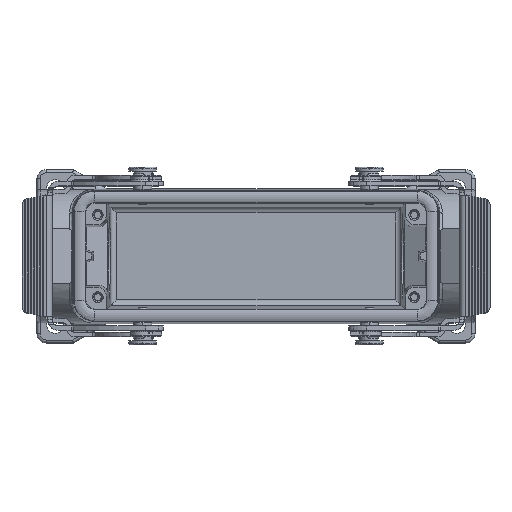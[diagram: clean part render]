
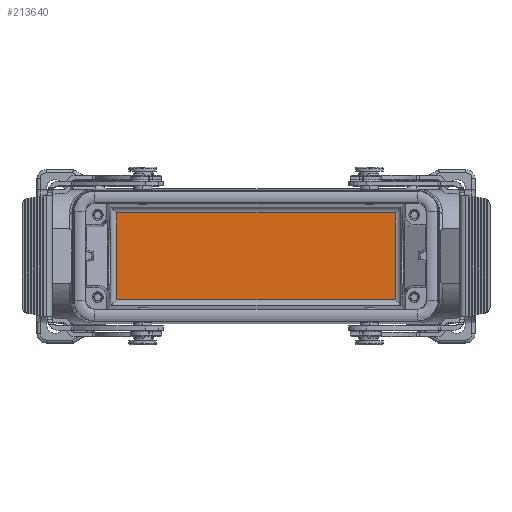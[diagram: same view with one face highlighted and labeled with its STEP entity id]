
A CAD part, top view. The second image highlights one B-rep face of the part: STEP entity #213640.
In plain terms, the highlighted planar face has unit normal (0, 0, 1).
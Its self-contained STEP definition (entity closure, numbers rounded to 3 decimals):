
#6050=CARTESIAN_POINT('',(14.535,25.922,
3.));
#6060=VERTEX_POINT('',#6050);
#6240=CARTESIAN_POINT('',(14.535,54.488,
3.));
#6250=VERTEX_POINT('',#6240);
#6280=CARTESIAN_POINT('',(14.535,0.,
3.));
#6290=DIRECTION('',(0.,1.,0.));
#6300=VECTOR('',#6290,1.);
#6310=LINE('',#6280,#6300);
#6320=EDGE_CURVE('',#6060,#6250,#6310,.T.);
#176110=CARTESIAN_POINT('',(97.269,40.205,3.))
;
#176120=DIRECTION('',(0.,0.,1.));
#176130=DIRECTION('',(-1.,0.,0.));
#176140=AXIS2_PLACEMENT_3D('',#176110,#176120,#176130);
#176150=PLANE('',#176140);
#186710=CARTESIAN_POINT('',(106.102,0.,
3.));
#186720=DIRECTION('',(0.,1.,0.));
#186730=VECTOR('',#186720,1.);
#186740=LINE('',#186710,#186730);
#186750=CARTESIAN_POINT('',(106.102,25.922,
3.));
#186760=VERTEX_POINT('',#186750);
#186770=CARTESIAN_POINT('',(106.102,54.488,
3.));
#186780=VERTEX_POINT('',#186770);
#186790=EDGE_CURVE('',#186760,#186780,#186740,.T.);
#213480=CARTESIAN_POINT('',(-26.5,25.922,3.));
#213490=DIRECTION('',(-1.,0.,0.));
#213500=VECTOR('',#213490,1.);
#213510=LINE('',#213480,#213500);
#213520=EDGE_CURVE('',#186760,#6060,#213510,.T.);
#213530=ORIENTED_EDGE('',*,*,#213520,.F.);
#213540=ORIENTED_EDGE('',*,*,#6320,.F.);
#213550=CARTESIAN_POINT('',(147.137,54.488,3.
));
#213560=DIRECTION('',(-1.,0.,0.));
#213570=VECTOR('',#213560,1.);
#213580=LINE('',#213550,#213570);
#213590=EDGE_CURVE('',#186780,#6250,#213580,.T.);
#213600=ORIENTED_EDGE('',*,*,#213590,.T.);
#213610=ORIENTED_EDGE('',*,*,#186790,.T.);
#213620=EDGE_LOOP('',(#213610,#213600,#213540,#213530));
#213630=FACE_OUTER_BOUND('',#213620,.T.);
#213640=ADVANCED_FACE('',(#213630),#176150,.T.);
